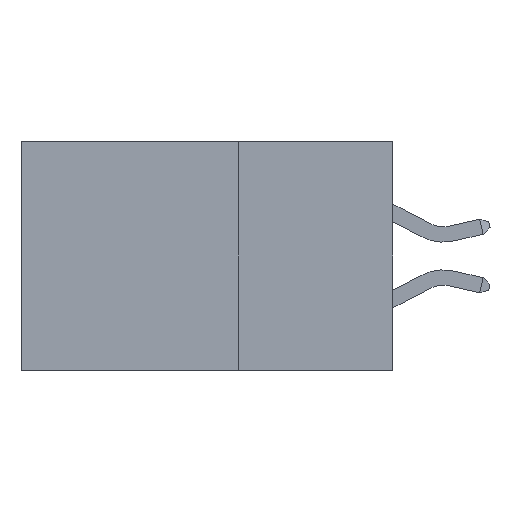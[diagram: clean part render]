
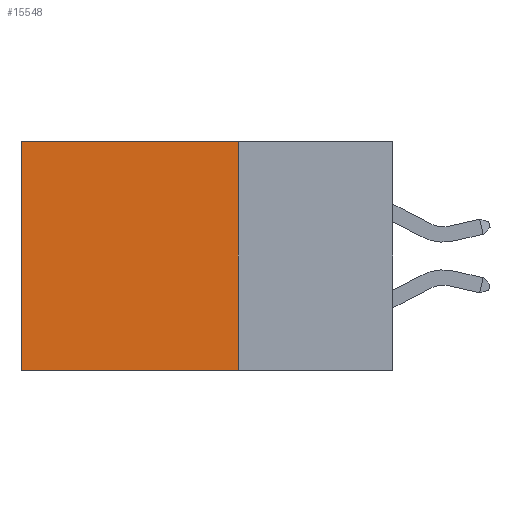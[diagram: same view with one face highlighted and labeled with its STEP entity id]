
A CAD part, left-side view. The second image highlights one B-rep face of the part: STEP entity #15548.
In plain terms, the highlighted planar face has unit normal (-1, 0, 0).
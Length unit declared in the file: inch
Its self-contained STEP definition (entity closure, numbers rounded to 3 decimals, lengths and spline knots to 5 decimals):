
#1057 = EDGE_CURVE ( 'NONE', #2490, #9125, #12766, .T. ) ;
#1929 = LINE ( 'NONE', #8627, #15482 ) ;
#1930 = AXIS2_PLACEMENT_3D ( 'NONE', #9243, #21489, #7222 ) ;
#2490 = VERTEX_POINT ( 'NONE', #21700 ) ;
#2842 = DIRECTION ( 'NONE',  ( 0., 1., 0. ) ) ;
#4201 = VERTEX_POINT ( 'NONE', #6743 ) ;
#4695 = CARTESIAN_POINT ( 'NONE',  ( 0.2875, 0.25, -0.37 ) ) ;
#4841 = VERTEX_POINT ( 'NONE', #16463 ) ;
#6313 = EDGE_CURVE ( 'NONE', #4841, #9125, #11073, .T. ) ;
#6692 = DIRECTION ( 'NONE',  ( 0., 0., -1. ) ) ;
#6743 = CARTESIAN_POINT ( 'NONE',  ( 0.2875, 0.25, 0. ) ) ;
#6888 = CARTESIAN_POINT ( 'NONE',  ( 0.2875, 0.6, -0.37 ) ) ;
#7222 = DIRECTION ( 'NONE',  ( 0., 0., -1. ) ) ;
#7433 = EDGE_CURVE ( 'NONE', #4201, #4841, #1929, .T. ) ;
#8627 = CARTESIAN_POINT ( 'NONE',  ( 0.2875, 0.25, 0. ) ) ;
#8980 = EDGE_CURVE ( 'NONE', #4201, #2490, #20853, .T. ) ;
#9125 = VERTEX_POINT ( 'NONE', #6888 ) ;
#9243 = CARTESIAN_POINT ( 'NONE',  ( 0.2875, 0.25, 0. ) ) ;
#9496 = ORIENTED_EDGE ( 'NONE', *, *, #8980, .T. ) ;
#9530 = CARTESIAN_POINT ( 'NONE',  ( 0.2875, 0.25, 0. ) ) ;
#9911 = CARTESIAN_POINT ( 'NONE',  ( 0.2875, 0.6, 0. ) ) ;
#11073 = LINE ( 'NONE', #4695, #17697 ) ;
#11547 = VECTOR ( 'NONE', #20174, 39.37008 ) ;
#11770 = DIRECTION ( 'NONE',  ( 0., 0., -1. ) ) ;
#12701 = PLANE ( 'NONE',  #1930 ) ;
#12766 = LINE ( 'NONE', #9911, #17444 ) ;
#12794 = ORIENTED_EDGE ( 'NONE', *, *, #1057, .T. ) ;
#13126 = ORIENTED_EDGE ( 'NONE', *, *, #6313, .F. ) ;
#13190 = ORIENTED_EDGE ( 'NONE', *, *, #7433, .F. ) ;
#13911 = EDGE_LOOP ( 'NONE', ( #12794, #13126, #13190, #9496 ) ) ;
#15303 = FACE_OUTER_BOUND ( 'NONE', #13911, .T. ) ;
#15482 = VECTOR ( 'NONE', #6692, 39.37008 ) ;
#15548 = ADVANCED_FACE ( 'NONE', ( #15303 ), #12701, .F. ) ;
#16463 = CARTESIAN_POINT ( 'NONE',  ( 0.2875, 0.25, -0.37 ) ) ;
#17444 = VECTOR ( 'NONE', #11770, 39.37008 ) ;
#17697 = VECTOR ( 'NONE', #2842, 39.37008 ) ;
#20174 = DIRECTION ( 'NONE',  ( 0., 1., 0. ) ) ;
#20853 = LINE ( 'NONE', #9530, #11547 ) ;
#21489 = DIRECTION ( 'NONE',  ( 1., 0., 0. ) ) ;
#21700 = CARTESIAN_POINT ( 'NONE',  ( 0.2875, 0.6, 0. ) ) ;
